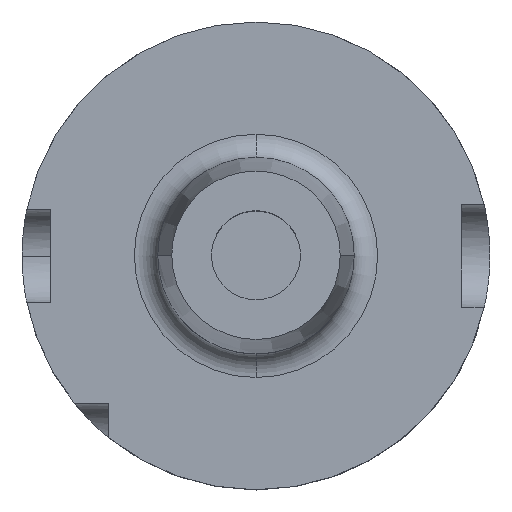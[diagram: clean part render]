
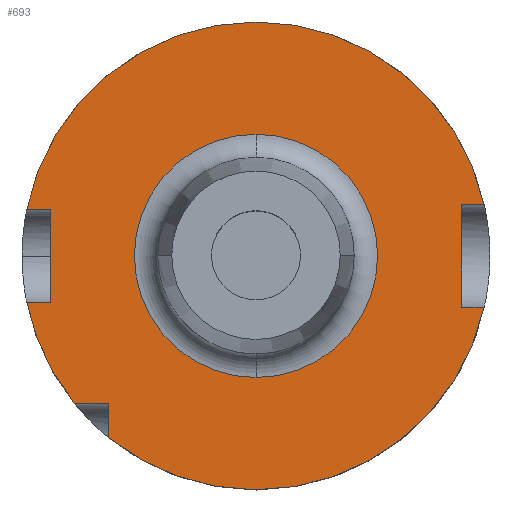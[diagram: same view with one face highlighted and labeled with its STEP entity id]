
A CAD part, top view. The second image highlights one B-rep face of the part: STEP entity #693.
In plain terms, the highlighted planar face has unit normal (0, 0, 1).
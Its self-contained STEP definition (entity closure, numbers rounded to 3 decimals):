
#50 = CIRCLE ( 'NONE', #254, 50. ) ;
#79 = CARTESIAN_POINT ( 'NONE',  ( 48.775, 11., 29. ) ) ;
#87 = LINE ( 'NONE', #2084, #1096 ) ;
#94 = VECTOR ( 'NONE', #2476, 1000. ) ;
#95 = DIRECTION ( 'NONE',  ( 0., 0., -1. ) ) ;
#105 = VERTEX_POINT ( 'NONE', #2373 ) ;
#116 = DIRECTION ( 'NONE',  ( -1., 0., 0. ) ) ;
#147 = CARTESIAN_POINT ( 'NONE',  ( -31.5, -38.83, 29. ) ) ;
#148 = AXIS2_PLACEMENT_3D ( 'NONE', #1629, #339, #1851 ) ;
#181 = VERTEX_POINT ( 'NONE', #584 ) ;
#218 = ORIENTED_EDGE ( 'NONE', *, *, #2081, .F. ) ;
#222 = CARTESIAN_POINT ( 'NONE',  ( 0., -11., 29. ) ) ;
#244 = VERTEX_POINT ( 'NONE', #1278 ) ;
#248 = VERTEX_POINT ( 'NONE', #1065 ) ;
#254 = AXIS2_PLACEMENT_3D ( 'NONE', #2107, #815, #2324 ) ;
#270 = VERTEX_POINT ( 'NONE', #147 ) ;
#294 = VERTEX_POINT ( 'NONE', #803 ) ;
#318 = EDGE_CURVE ( 'NONE', #244, #270, #50, .T. ) ;
#339 = DIRECTION ( 'NONE',  ( 0., 0., -1. ) ) ;
#340 = CARTESIAN_POINT ( 'NONE',  ( 0., 0., 29. ) ) ;
#376 = LINE ( 'NONE', #2001, #438 ) ;
#387 = VERTEX_POINT ( 'NONE', #870 ) ;
#407 = VERTEX_POINT ( 'NONE', #1848 ) ;
#438 = VECTOR ( 'NONE', #1115, 1000. ) ;
#490 = VECTOR ( 'NONE', #513, 1000. ) ;
#494 = VERTEX_POINT ( 'NONE', #2757 ) ;
#513 = DIRECTION ( 'NONE',  ( 0., 1., 0. ) ) ;
#584 = CARTESIAN_POINT ( 'NONE',  ( -44., 10., 29. ) ) ;
#593 = CARTESIAN_POINT ( 'NONE',  ( 44., -11., 29. ) ) ;
#618 = EDGE_CURVE ( 'NONE', #181, #2023, #376, .T. ) ;
#654 = VERTEX_POINT ( 'NONE', #1801 ) ;
#684 = CARTESIAN_POINT ( 'NONE',  ( 0., -31.5, 29. ) ) ;
#693 = ADVANCED_FACE ( 'NONE', ( #2395, #733 ), #2055, .T. ) ;
#724 = CARTESIAN_POINT ( 'NONE',  ( 0., 0., 29. ) ) ;
#733 = FACE_OUTER_BOUND ( 'NONE', #2354, .T. ) ;
#745 = DIRECTION ( 'NONE',  ( 0., 0., -1. ) ) ;
#754 = ORIENTED_EDGE ( 'NONE', *, *, #1765, .T. ) ;
#759 = VECTOR ( 'NONE', #116, 1000. ) ;
#764 = LINE ( 'NONE', #593, #2491 ) ;
#772 = DIRECTION ( 'NONE',  ( 0., 0., 1. ) ) ;
#780 = CIRCLE ( 'NONE', #1931, 26. ) ;
#781 = EDGE_CURVE ( 'NONE', #244, #294, #1169, .T. ) ;
#803 = CARTESIAN_POINT ( 'NONE',  ( 44., -11., 29. ) ) ;
#810 = ORIENTED_EDGE ( 'NONE', *, *, #1038, .F. ) ;
#815 = DIRECTION ( 'NONE',  ( 0., 0., -1. ) ) ;
#821 = LINE ( 'NONE', #1408, #759 ) ;
#845 = ORIENTED_EDGE ( 'NONE', *, *, #987, .T. ) ;
#870 = CARTESIAN_POINT ( 'NONE',  ( -48.99, -10., 29. ) ) ;
#897 = ORIENTED_EDGE ( 'NONE', *, *, #1074, .F. ) ;
#952 = DIRECTION ( 'NONE',  ( 0., -1., 0. ) ) ;
#987 = EDGE_CURVE ( 'NONE', #1707, #248, #780, .T. ) ;
#1022 = DIRECTION ( 'NONE',  ( 0., 0., -1. ) ) ;
#1038 = EDGE_CURVE ( 'NONE', #494, #1245, #1268, .T. ) ;
#1046 = EDGE_CURVE ( 'NONE', #105, #494, #1440, .T. ) ;
#1065 = CARTESIAN_POINT ( 'NONE',  ( 0., -26., 29. ) ) ;
#1074 = EDGE_CURVE ( 'NONE', #181, #105, #821, .T. ) ;
#1096 = VECTOR ( 'NONE', #1877, 1000. ) ;
#1099 = DIRECTION ( 'NONE',  ( 1., 0., 0. ) ) ;
#1115 = DIRECTION ( 'NONE',  ( 0., -1., 0. ) ) ;
#1169 = LINE ( 'NONE', #222, #94 ) ;
#1214 = EDGE_CURVE ( 'NONE', #270, #654, #2207, .T. ) ;
#1245 = VERTEX_POINT ( 'NONE', #79 ) ;
#1250 = ORIENTED_EDGE ( 'NONE', *, *, #2799, .F. ) ;
#1268 = CIRCLE ( 'NONE', #2210, 50. ) ;
#1278 = CARTESIAN_POINT ( 'NONE',  ( 48.775, -11., 29. ) ) ;
#1355 = CARTESIAN_POINT ( 'NONE',  ( 0., 26., 29. ) ) ;
#1383 = CARTESIAN_POINT ( 'NONE',  ( 0., 0., 29. ) ) ;
#1408 = CARTESIAN_POINT ( 'NONE',  ( 0., 10., 29. ) ) ;
#1440 = CIRCLE ( 'NONE', #2357, 50. ) ;
#1441 = ORIENTED_EDGE ( 'NONE', *, *, #318, .F. ) ;
#1533 = ORIENTED_EDGE ( 'NONE', *, *, #618, .T. ) ;
#1538 = DIRECTION ( 'NONE',  ( -1., 0., 0. ) ) ;
#1603 = DIRECTION ( 'NONE',  ( 0., 1., 0. ) ) ;
#1629 = CARTESIAN_POINT ( 'NONE',  ( 0., 0., 29. ) ) ;
#1646 = ORIENTED_EDGE ( 'NONE', *, *, #1046, .F. ) ;
#1649 = VECTOR ( 'NONE', #1099, 1000. ) ;
#1707 = VERTEX_POINT ( 'NONE', #1355 ) ;
#1765 = EDGE_CURVE ( 'NONE', #248, #1707, #2121, .T. ) ;
#1801 = CARTESIAN_POINT ( 'NONE',  ( -31.5, -31.5, 29. ) ) ;
#1803 = CARTESIAN_POINT ( 'NONE',  ( -31.5, 0., 29. ) ) ;
#1848 = CARTESIAN_POINT ( 'NONE',  ( -38.83, -31.5, 29. ) ) ;
#1851 = DIRECTION ( 'NONE',  ( 0., 1., 0. ) ) ;
#1877 = DIRECTION ( 'NONE',  ( 1., 0., 0. ) ) ;
#1931 = AXIS2_PLACEMENT_3D ( 'NONE', #724, #2240, #952 ) ;
#1967 = LINE ( 'NONE', #684, #2605 ) ;
#2001 = CARTESIAN_POINT ( 'NONE',  ( -44., -10., 29. ) ) ;
#2023 = VERTEX_POINT ( 'NONE', #2518 ) ;
#2044 = CARTESIAN_POINT ( 'NONE',  ( 0., 0., 29. ) ) ;
#2055 = PLANE ( 'NONE',  #2270 ) ;
#2066 = CIRCLE ( 'NONE', #148, 50. ) ;
#2081 = EDGE_CURVE ( 'NONE', #387, #2023, #87, .T. ) ;
#2084 = CARTESIAN_POINT ( 'NONE',  ( 0., -10., 29. ) ) ;
#2094 = ORIENTED_EDGE ( 'NONE', *, *, #2224, .F. ) ;
#2101 = ORIENTED_EDGE ( 'NONE', *, *, #2584, .F. ) ;
#2107 = CARTESIAN_POINT ( 'NONE',  ( 0., 0., 29. ) ) ;
#2121 = CIRCLE ( 'NONE', #2382, 26. ) ;
#2157 = ORIENTED_EDGE ( 'NONE', *, *, #781, .T. ) ;
#2207 = LINE ( 'NONE', #1803, #490 ) ;
#2210 = AXIS2_PLACEMENT_3D ( 'NONE', #1383, #95, #1603 ) ;
#2224 = EDGE_CURVE ( 'NONE', #2384, #294, #764, .T. ) ;
#2236 = ORIENTED_EDGE ( 'NONE', *, *, #1214, .F. ) ;
#2240 = DIRECTION ( 'NONE',  ( 0., 0., -1. ) ) ;
#2262 = DIRECTION ( 'NONE',  ( 0., 1., 0. ) ) ;
#2270 = AXIS2_PLACEMENT_3D ( 'NONE', #340, #772, #2279 ) ;
#2279 = DIRECTION ( 'NONE',  ( 0., -1., 0. ) ) ;
#2319 = CARTESIAN_POINT ( 'NONE',  ( 0., 0., 29. ) ) ;
#2323 = DIRECTION ( 'NONE',  ( 0., -1., 0. ) ) ;
#2324 = DIRECTION ( 'NONE',  ( 0., 1., 0. ) ) ;
#2354 = EDGE_LOOP ( 'NONE', ( #2101, #2236, #1441, #2157, #2094, #2423, #810, #1646, #897, #1533, #218, #1250 ) ) ;
#2357 = AXIS2_PLACEMENT_3D ( 'NONE', #2044, #745, #2262 ) ;
#2373 = CARTESIAN_POINT ( 'NONE',  ( -48.99, 10., 29. ) ) ;
#2382 = AXIS2_PLACEMENT_3D ( 'NONE', #2319, #1022, #2549 ) ;
#2384 = VERTEX_POINT ( 'NONE', #2811 ) ;
#2395 = FACE_BOUND ( 'NONE', #2575, .T. ) ;
#2404 = CARTESIAN_POINT ( 'NONE',  ( 0., 11., 29. ) ) ;
#2423 = ORIENTED_EDGE ( 'NONE', *, *, #2435, .T. ) ;
#2435 = EDGE_CURVE ( 'NONE', #2384, #1245, #2592, .T. ) ;
#2476 = DIRECTION ( 'NONE',  ( -1., 0., 0. ) ) ;
#2491 = VECTOR ( 'NONE', #2323, 1000. ) ;
#2518 = CARTESIAN_POINT ( 'NONE',  ( -44., -10., 29. ) ) ;
#2549 = DIRECTION ( 'NONE',  ( 0., -1., 0. ) ) ;
#2575 = EDGE_LOOP ( 'NONE', ( #754, #845 ) ) ;
#2584 = EDGE_CURVE ( 'NONE', #654, #407, #1967, .T. ) ;
#2592 = LINE ( 'NONE', #2404, #1649 ) ;
#2605 = VECTOR ( 'NONE', #1538, 1000. ) ;
#2757 = CARTESIAN_POINT ( 'NONE',  ( 0., 50., 29. ) ) ;
#2799 = EDGE_CURVE ( 'NONE', #407, #387, #2066, .T. ) ;
#2811 = CARTESIAN_POINT ( 'NONE',  ( 44., 11., 29. ) ) ;
